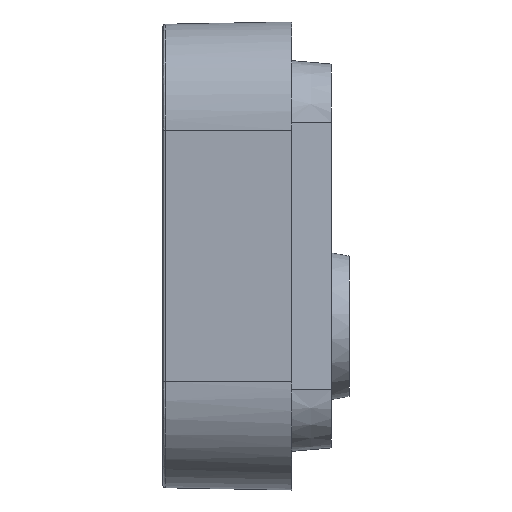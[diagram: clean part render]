
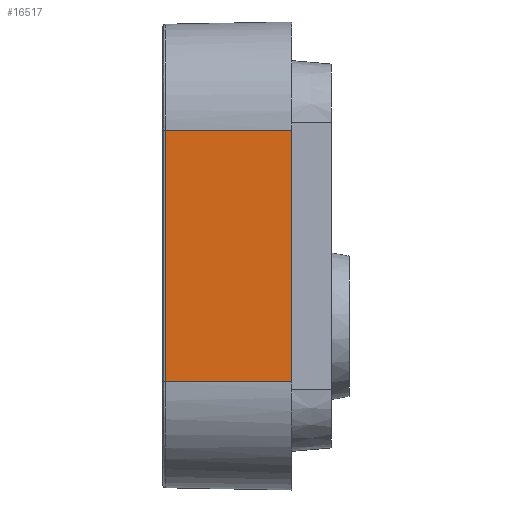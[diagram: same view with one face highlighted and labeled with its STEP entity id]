
A CAD part, left-side view. The second image highlights one B-rep face of the part: STEP entity #16517.
In plain terms, the highlighted planar face has unit normal (-1, 0.018, 0).
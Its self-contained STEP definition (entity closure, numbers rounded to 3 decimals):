
#124 = ORIENTED_EDGE ( 'NONE', *, *, #13880, .T. ) ;
#342 = DIRECTION ( 'NONE',  ( 0., 0., -1. ) ) ;
#343 = CARTESIAN_POINT ( 'NONE',  ( -198.114, -1.965, -47.5 ) ) ;
#1470 = CARTESIAN_POINT ( 'NONE',  ( -200., -110., 167.5 ) ) ;
#1912 = VERTEX_POINT ( 'NONE', #9674 ) ;
#2354 = EDGE_CURVE ( 'NONE', #14335, #6476, #2832, .T. ) ;
#2412 = DIRECTION ( 'NONE',  ( -1., 0.017, 0. ) ) ;
#2503 = PLANE ( 'NONE',  #12109 ) ;
#2832 = LINE ( 'NONE', #9824, #15356 ) ;
#4060 = LINE ( 'NONE', #1470, #7026 ) ;
#5482 = ORIENTED_EDGE ( 'NONE', *, *, #2354, .T. ) ;
#6476 = VERTEX_POINT ( 'NONE', #13288 ) ;
#6800 = FACE_OUTER_BOUND ( 'NONE', #15604, .T. ) ;
#7026 = VECTOR ( 'NONE', #8464, 1000. ) ;
#7036 = DIRECTION ( 'NONE',  ( -0.017, -1., 0. ) ) ;
#7248 = CARTESIAN_POINT ( 'NONE',  ( -198.114, -1.965, -47.5 ) ) ;
#8464 = DIRECTION ( 'NONE',  ( -0.017, -1., 0. ) ) ;
#9674 = CARTESIAN_POINT ( 'NONE',  ( -200., -110., 167.5 ) ) ;
#9676 = DIRECTION ( 'NONE',  ( -0.017, -1., 0. ) ) ;
#9824 = CARTESIAN_POINT ( 'NONE',  ( -200., -110., -47.5 ) ) ;
#10364 = LINE ( 'NONE', #13344, #12368 ) ;
#10541 = DIRECTION ( 'NONE',  ( 0., 0., 1. ) ) ;
#10653 = EDGE_CURVE ( 'NONE', #6476, #1912, #10364, .T. ) ;
#11284 = VERTEX_POINT ( 'NONE', #13684 ) ;
#11501 = EDGE_CURVE ( 'NONE', #11284, #1912, #4060, .T. ) ;
#11622 = LINE ( 'NONE', #7248, #13891 ) ;
#12109 = AXIS2_PLACEMENT_3D ( 'NONE', #13706, #2412, #9676 ) ;
#12368 = VECTOR ( 'NONE', #10541, 1000. ) ;
#13288 = CARTESIAN_POINT ( 'NONE',  ( -200., -110., -47.5 ) ) ;
#13344 = CARTESIAN_POINT ( 'NONE',  ( -200., -110., -47.5 ) ) ;
#13684 = CARTESIAN_POINT ( 'NONE',  ( -198.114, -1.965, 167.5 ) ) ;
#13706 = CARTESIAN_POINT ( 'NONE',  ( -200., -110., -47.5 ) ) ;
#13880 = EDGE_CURVE ( 'NONE', #11284, #14335, #11622, .T. ) ;
#13891 = VECTOR ( 'NONE', #342, 1000. ) ;
#14335 = VERTEX_POINT ( 'NONE', #343 ) ;
#14873 = ORIENTED_EDGE ( 'NONE', *, *, #10653, .T. ) ;
#15356 = VECTOR ( 'NONE', #7036, 1000. ) ;
#15604 = EDGE_LOOP ( 'NONE', ( #17564, #124, #5482, #14873 ) ) ;
#16517 = ADVANCED_FACE ( 'NONE', ( #6800 ), #2503, .T. ) ;
#17564 = ORIENTED_EDGE ( 'NONE', *, *, #11501, .F. ) ;
